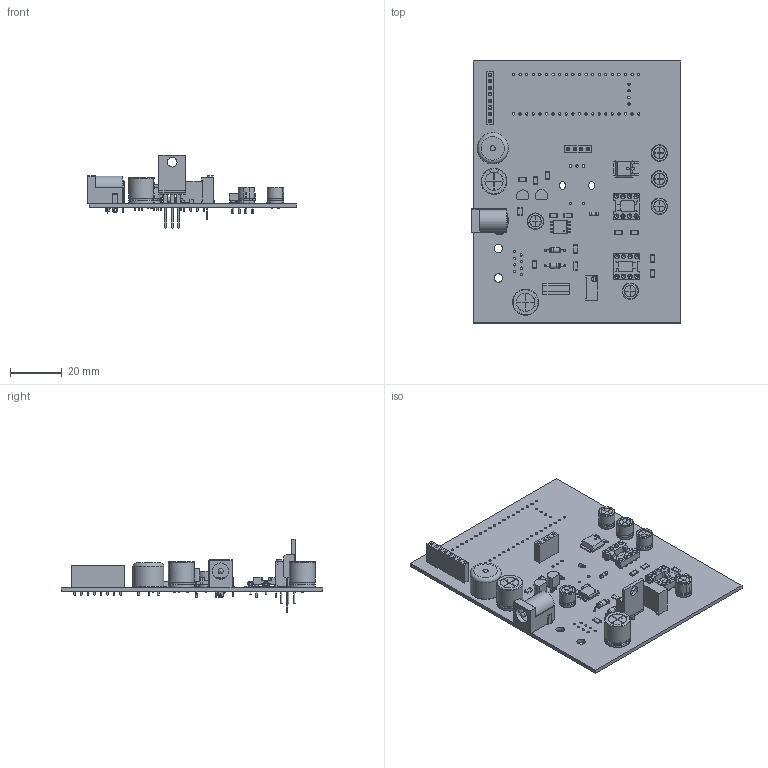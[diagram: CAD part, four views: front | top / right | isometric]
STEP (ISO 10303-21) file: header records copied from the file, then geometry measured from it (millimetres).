
FILE_DESCRIPTION(('KiCad electronic assembly'),'2;1');
FILE_NAME('GitKop.step','2025-11-30T20:18:38',('Pcbnew'),('Kicad'), 'Open CASCADE STEP processor 7.9','KiCad to STEP converter','Unknown' );
FILE_SCHEMA(('AUTOMOTIVE_DESIGN { 1 0 10303 214 1 1 1 1 }'));
Length unit declared in the file: millimetre
Products named in the file (19): GitKop 1; D_MiniMELF; R_1206_3216Metric; DIP-8_W7.62mm_Socket; D_DO-35_SOD27_P7.62mm_Horizontal; PinSocket_1x04_P2.54mm_Vertical; TO-92_Inline; CP_Radial_D6.3mm_P2.50mm; SOIC-8_5.3x5.3mm_P1.27mm; TO-252-2; GitKop 1.18.1; PinSocket_1x08_P2.54mm_Vertical; BarrelJack_Horizontal; C_1206_3216Metric; CP_Radial_D10.0mm_P5.00mm; Potentiometer_Bourns_3296W_Vertical; Buzzer_12x9.5RM7.6; TO-220-3_Vertical; GitKop_PCB
Assembly tree (37 placements, depth 3):
  GitKop 1
    D_MiniMELF
    R_1206_3216Metric  x12
    DIP-8_W7.62mm_Socket  x2
    D_DO-35_SOD27_P7.62mm_Horizontal  x2
    PinSocket_1x04_P2.54mm_Vertical
    TO-92_Inline  x2
    CP_Radial_D6.3mm_P2.50mm  x5
    SOIC-8_5.3x5.3mm_P1.27mm
    TO-252-2
      GitKop 1.18.1
    PinSocket_1x08_P2.54mm_Vertical
    BarrelJack_Horizontal
    C_1206_3216Metric
    CP_Radial_D10.0mm_P5.00mm  x2
    Potentiometer_Bourns_3296W_Vertical
    Buzzer_12x9.5RM7.6
    TO-220-3_Vertical
    GitKop_PCB
Bounding box: 80.8 x 101 x 28.52 mm (x, y, z)
Volume: 18599.4 mm3; surface area: 25256.7 mm2
Topology: 46 solids, 53 shells, 1868 faces, 4568 edges, 2952 vertices
Faces by surface type: plane 1212, cylinder 507, cone 48, bspline 38, revolution 30, torus 26, sphere 5, extrusion 2
Full cylindrical faces by diameter (mm): 0.5 x16, 0.508 x32, 0.51 x3, 0.7 x4, 0.75 x6, 0.8 x33, 0.9 x54, 1 x26, 1.1 x3, 1.35 x2, 1.4 x3, 1.5 x2, 1.524 x16, 1.724 x16, 2 x7, 2.02 x2, 2.19 x1, 3.25 x2, 3.735 x1, 6.3 x1, 12 x1
Entity records: 45768 total; most frequent: CARTESIAN_POINT 7409, DIRECTION 6035, ORIENTED_EDGE 5919, EDGE_CURVE 2960, VECTOR 2195, LINE 2193, VERTEX_POINT 1921, AXIS2_PLACEMENT_3D 1915
